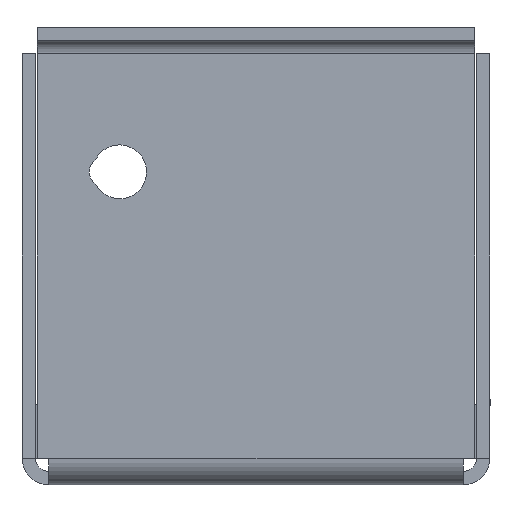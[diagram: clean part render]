
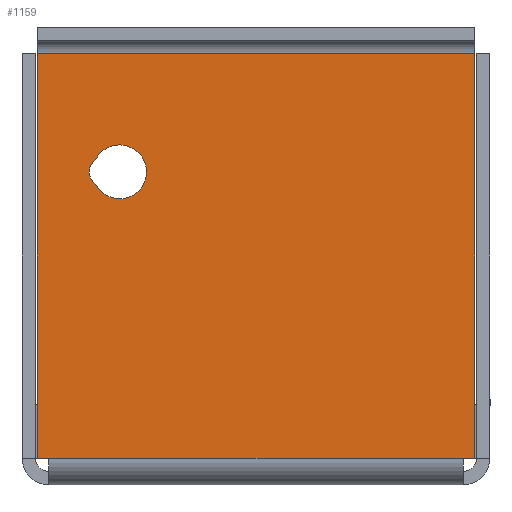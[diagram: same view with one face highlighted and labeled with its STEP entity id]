
A CAD part, left-side view. The second image highlights one B-rep face of the part: STEP entity #1159.
In plain terms, the highlighted planar face has unit normal (-1, 0, 0).
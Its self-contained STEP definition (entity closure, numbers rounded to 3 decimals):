
#38 = DIRECTION ( 'NONE',  ( 0., -1., 0. ) ) ;
#41 = LINE ( 'NONE', #2628, #523 ) ;
#67 = EDGE_CURVE ( 'NONE', #1316, #2579, #2618, .T. ) ;
#86 = EDGE_LOOP ( 'NONE', ( #2387, #1067, #1765, #1701 ) ) ;
#102 = VERTEX_POINT ( 'NONE', #2905 ) ;
#326 = ORIENTED_EDGE ( 'NONE', *, *, #543, .F. ) ;
#339 = EDGE_CURVE ( 'NONE', #2579, #1573, #969, .T. ) ;
#414 = CARTESIAN_POINT ( 'NONE',  ( 80., 126.5, -124. ) ) ;
#470 = DIRECTION ( 'NONE',  ( 0., 0., 1. ) ) ;
#474 = DIRECTION ( 'NONE',  ( 0., -1., 0. ) ) ;
#523 = VECTOR ( 'NONE', #998, 1000. ) ;
#525 = LINE ( 'NONE', #777, #2790 ) ;
#543 = EDGE_CURVE ( 'NONE', #1542, #3086, #1336, .T. ) ;
#718 = CARTESIAN_POINT ( 'NONE',  ( 80., 112.611, -42.665 ) ) ;
#764 = AXIS2_PLACEMENT_3D ( 'NONE', #2413, #2874, #470 ) ;
#777 = CARTESIAN_POINT ( 'NONE',  ( 80., 130., -124. ) ) ;
#811 = EDGE_CURVE ( 'NONE', #1573, #1529, #2934, .T. ) ;
#830 = CARTESIAN_POINT ( 'NONE',  ( 80., 105.5, -39. ) ) ;
#860 = ORIENTED_EDGE ( 'NONE', *, *, #1937, .T. ) ;
#863 = AXIS2_PLACEMENT_3D ( 'NONE', #830, #1319, #1808 ) ;
#963 = EDGE_CURVE ( 'NONE', #2213, #3107, #41, .T. ) ;
#969 = CIRCLE ( 'NONE', #863, 8. ) ;
#998 = DIRECTION ( 'NONE',  ( 0., 0., -1. ) ) ;
#999 = LINE ( 'NONE', #1471, #1679 ) ;
#1016 = CARTESIAN_POINT ( 'NONE',  ( 80., 105.5, -39. ) ) ;
#1054 = CARTESIAN_POINT ( 'NONE',  ( 80., 0., -4. ) ) ;
#1067 = ORIENTED_EDGE ( 'NONE', *, *, #2844, .F. ) ;
#1159 = ADVANCED_FACE ( 'NONE', ( #1410, #2603 ), #2833, .T. ) ;
#1169 = AXIS2_PLACEMENT_3D ( 'NONE', #1445, #1184, #3116 ) ;
#1184 = DIRECTION ( 'NONE',  ( -1., 0., 0. ) ) ;
#1316 = VERTEX_POINT ( 'NONE', #718 ) ;
#1319 = DIRECTION ( 'NONE',  ( -1., 0., 0. ) ) ;
#1322 = EDGE_CURVE ( 'NONE', #102, #3086, #999, .T. ) ;
#1336 = LINE ( 'NONE', #2869, #1730 ) ;
#1358 = CARTESIAN_POINT ( 'NONE',  ( 80., 105.5, -47. ) ) ;
#1397 = AXIS2_PLACEMENT_3D ( 'NONE', #2009, #2694, #2202 ) ;
#1410 = FACE_BOUND ( 'NONE', #86, .T. ) ;
#1421 = CARTESIAN_POINT ( 'NONE',  ( 80., 130., -124. ) ) ;
#1445 = CARTESIAN_POINT ( 'NONE',  ( 80., 130., -4. ) ) ;
#1471 = CARTESIAN_POINT ( 'NONE',  ( 80., 130., -124. ) ) ;
#1527 = AXIS2_PLACEMENT_3D ( 'NONE', #1016, #2939, #2216 ) ;
#1529 = VERTEX_POINT ( 'NONE', #2699 ) ;
#1542 = VERTEX_POINT ( 'NONE', #1054 ) ;
#1573 = VERTEX_POINT ( 'NONE', #1592 ) ;
#1592 = CARTESIAN_POINT ( 'NONE',  ( 80., 105.5, -31. ) ) ;
#1650 = VERTEX_POINT ( 'NONE', #414 ) ;
#1679 = VECTOR ( 'NONE', #2691, 1000. ) ;
#1701 = ORIENTED_EDGE ( 'NONE', *, *, #339, .F. ) ;
#1703 = LINE ( 'NONE', #1932, #3100 ) ;
#1730 = VECTOR ( 'NONE', #2859, 1000. ) ;
#1765 = ORIENTED_EDGE ( 'NONE', *, *, #811, .F. ) ;
#1808 = DIRECTION ( 'NONE',  ( 0., 0., 1. ) ) ;
#1932 = CARTESIAN_POINT ( 'NONE',  ( 80., 130., -4. ) ) ;
#1937 = EDGE_CURVE ( 'NONE', #3107, #1650, #525, .T. ) ;
#1978 = ORIENTED_EDGE ( 'NONE', *, *, #2117, .T. ) ;
#2009 = CARTESIAN_POINT ( 'NONE',  ( 80., 110., -39. ) ) ;
#2031 = LINE ( 'NONE', #3009, #3041 ) ;
#2094 = CARTESIAN_POINT ( 'NONE',  ( 80., 0., -124. ) ) ;
#2117 = EDGE_CURVE ( 'NONE', #1650, #102, #2031, .T. ) ;
#2202 = DIRECTION ( 'NONE',  ( 0., 0., 1. ) ) ;
#2213 = VERTEX_POINT ( 'NONE', #2582 ) ;
#2216 = DIRECTION ( 'NONE',  ( 0., 0., 1. ) ) ;
#2292 = ORIENTED_EDGE ( 'NONE', *, *, #2711, .F. ) ;
#2336 = EDGE_LOOP ( 'NONE', ( #326, #2292, #2705, #860, #1978, #2442 ) ) ;
#2387 = ORIENTED_EDGE ( 'NONE', *, *, #67, .F. ) ;
#2413 = CARTESIAN_POINT ( 'NONE',  ( 80., 105.5, -39. ) ) ;
#2442 = ORIENTED_EDGE ( 'NONE', *, *, #1322, .T. ) ;
#2488 = DIRECTION ( 'NONE',  ( 0., -1., 0. ) ) ;
#2543 = CIRCLE ( 'NONE', #1397, 4.5 ) ;
#2579 = VERTEX_POINT ( 'NONE', #1358 ) ;
#2582 = CARTESIAN_POINT ( 'NONE',  ( 80., 130., -4. ) ) ;
#2603 = FACE_OUTER_BOUND ( 'NONE', #2336, .T. ) ;
#2618 = CIRCLE ( 'NONE', #764, 8. ) ;
#2628 = CARTESIAN_POINT ( 'NONE',  ( 80., 130., -4. ) ) ;
#2691 = DIRECTION ( 'NONE',  ( 0., -1., 0. ) ) ;
#2694 = DIRECTION ( 'NONE',  ( -1., 0., 0. ) ) ;
#2699 = CARTESIAN_POINT ( 'NONE',  ( 80., 112.611, -35.335 ) ) ;
#2705 = ORIENTED_EDGE ( 'NONE', *, *, #963, .T. ) ;
#2711 = EDGE_CURVE ( 'NONE', #2213, #1542, #1703, .T. ) ;
#2790 = VECTOR ( 'NONE', #38, 1000. ) ;
#2833 = PLANE ( 'NONE',  #1169 ) ;
#2844 = EDGE_CURVE ( 'NONE', #1529, #1316, #2543, .T. ) ;
#2859 = DIRECTION ( 'NONE',  ( 0., 0., -1. ) ) ;
#2869 = CARTESIAN_POINT ( 'NONE',  ( 80., 0., -4. ) ) ;
#2874 = DIRECTION ( 'NONE',  ( -1., 0., 0. ) ) ;
#2905 = CARTESIAN_POINT ( 'NONE',  ( 80., 3.5, -124. ) ) ;
#2934 = CIRCLE ( 'NONE', #1527, 8. ) ;
#2939 = DIRECTION ( 'NONE',  ( -1., 0., 0. ) ) ;
#3009 = CARTESIAN_POINT ( 'NONE',  ( 80., 130., -124. ) ) ;
#3041 = VECTOR ( 'NONE', #2488, 1000. ) ;
#3086 = VERTEX_POINT ( 'NONE', #2094 ) ;
#3100 = VECTOR ( 'NONE', #474, 1000. ) ;
#3107 = VERTEX_POINT ( 'NONE', #1421 ) ;
#3116 = DIRECTION ( 'NONE',  ( 0., 1., 0. ) ) ;
